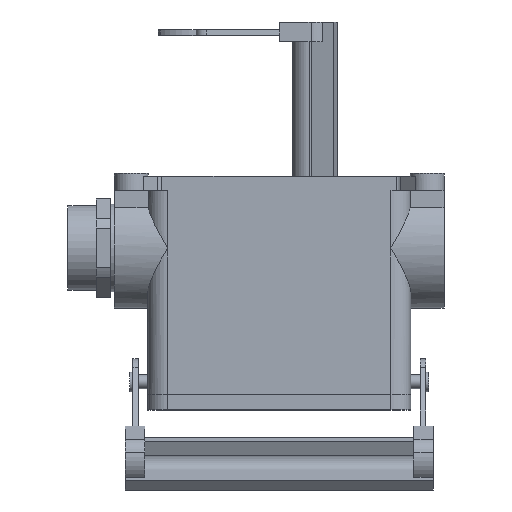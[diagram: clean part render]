
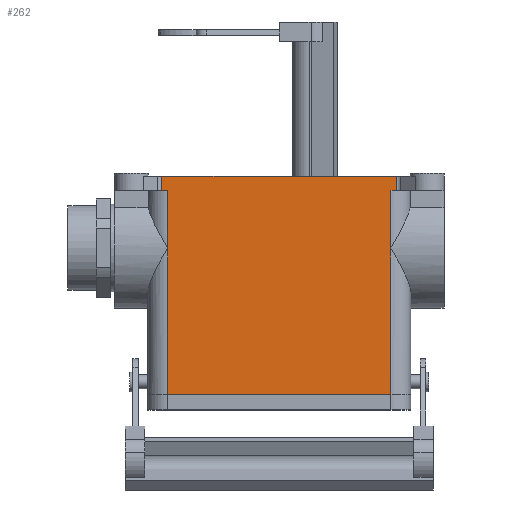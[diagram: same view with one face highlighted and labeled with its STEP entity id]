
A CAD part, top view. The second image highlights one B-rep face of the part: STEP entity #262.
In plain terms, the highlighted planar face has unit normal (0, 0, 1).
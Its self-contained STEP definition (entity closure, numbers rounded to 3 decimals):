
#262 = ADVANCED_FACE( '', ( #694 ), #695, .F. );
#694 = FACE_OUTER_BOUND( '', #1350, .T. );
#695 = PLANE( '', #1351 );
#1350 = EDGE_LOOP( '', ( #2095, #2096, #2097, #2098, #2099, #2100, #2101, #2102, #2103, #2104 ) );
#1351 = AXIS2_PLACEMENT_3D( '', #2105, #2106, #2107 );
#2095 = ORIENTED_EDGE( '', *, *, #3816, .T. );
#2096 = ORIENTED_EDGE( '', *, *, #3817, .T. );
#2097 = ORIENTED_EDGE( '', *, *, #3818, .F. );
#2098 = ORIENTED_EDGE( '', *, *, #3819, .T. );
#2099 = ORIENTED_EDGE( '', *, *, #3820, .T. );
#2100 = ORIENTED_EDGE( '', *, *, #3821, .F. );
#2101 = ORIENTED_EDGE( '', *, *, #3822, .F. );
#2102 = ORIENTED_EDGE( '', *, *, #3823, .F. );
#2103 = ORIENTED_EDGE( '', *, *, #3824, .F. );
#2104 = ORIENTED_EDGE( '', *, *, #3825, .T. );
#2105 = CARTESIAN_POINT( '', ( 42.515, -5., 21.5 ) );
#2106 = DIRECTION( '', ( 0., 0., -1. ) );
#2107 = DIRECTION( '', ( -1., 0., 0. ) );
#3816 = EDGE_CURVE( '', #4584, #4585, #4586, .T. );
#3817 = EDGE_CURVE( '', #4585, #4587, #4588, .F. );
#3818 = EDGE_CURVE( '', #4589, #4587, #4590, .T. );
#3819 = EDGE_CURVE( '', #4589, #4591, #4592, .T. );
#3820 = EDGE_CURVE( '', #4591, #4593, #4594, .T. );
#3821 = EDGE_CURVE( '', #4595, #4593, #4596, .T. );
#3822 = EDGE_CURVE( '', #4597, #4595, #4598, .T. );
#3823 = EDGE_CURVE( '', #4599, #4597, #4600, .T. );
#3824 = EDGE_CURVE( '', #4601, #4599, #4602, .T. );
#3825 = EDGE_CURVE( '', #4601, #4584, #4603, .T. );
#4584 = VERTEX_POINT( '', #5720 );
#4585 = VERTEX_POINT( '', #5721 );
#4586 = LINE( '', #5722, #5723 );
#4587 = VERTEX_POINT( '', #5724 );
#4588 = LINE( '', #5725, #5726 );
#4589 = VERTEX_POINT( '', #5727 );
#4590 = LINE( '', #5728, #5729 );
#4591 = VERTEX_POINT( '', #5730 );
#4592 = LINE( '', #5731, #5732 );
#4593 = VERTEX_POINT( '', #5733 );
#4594 = LINE( '', #5734, #5735 );
#4595 = VERTEX_POINT( '', #5736 );
#4596 = LINE( '', #5737, #5738 );
#4597 = VERTEX_POINT( '', #5739 );
#4598 = LINE( '', #5740, #5741 );
#4599 = VERTEX_POINT( '', #5742 );
#4600 = LINE( '', #5743, #5744 );
#4601 = VERTEX_POINT( '', #5745 );
#4602 = LINE( '', #5746, #5747 );
#4603 = LINE( '', #5748, #5749 );
#5720 = CARTESIAN_POINT( '', ( 41.686, 0., 21.5 ) );
#5721 = CARTESIAN_POINT( '', ( -41.686, 0., 21.5 ) );
#5722 = CARTESIAN_POINT( '', ( 42.515, 0., 21.5 ) );
#5723 = VECTOR( '', #7145, 1000. );
#5724 = CARTESIAN_POINT( '', ( -41.686, -5., 21.5 ) );
#5725 = CARTESIAN_POINT( '', ( -41.686, -5., 21.5 ) );
#5726 = VECTOR( '', #7146, 1000. );
#5727 = CARTESIAN_POINT( '', ( -39.65, -5., 21.5 ) );
#5728 = CARTESIAN_POINT( '', ( 42.515, -5., 21.5 ) );
#5729 = VECTOR( '', #7147, 1000. );
#5730 = CARTESIAN_POINT( '', ( -39.65, -25.5, 21.5 ) );
#5731 = CARTESIAN_POINT( '', ( -39.65, 74.914, 21.5 ) );
#5732 = VECTOR( '', #7148, 1000. );
#5733 = CARTESIAN_POINT( '', ( -39.65, -77.4, 21.5 ) );
#5734 = CARTESIAN_POINT( '', ( -39.65, 74.914, 21.5 ) );
#5735 = VECTOR( '', #7149, 1000. );
#5736 = CARTESIAN_POINT( '', ( 39.65, -77.4, 21.5 ) );
#5737 = CARTESIAN_POINT( '', ( -39.65, -77.4, 21.5 ) );
#5738 = VECTOR( '', #7150, 1000. );
#5739 = CARTESIAN_POINT( '', ( 39.65, -25.5, 21.5 ) );
#5740 = CARTESIAN_POINT( '', ( 39.65, 74.914, 21.5 ) );
#5741 = VECTOR( '', #7151, 1000. );
#5742 = CARTESIAN_POINT( '', ( 39.65, -5., 21.5 ) );
#5743 = CARTESIAN_POINT( '', ( 39.65, 74.914, 21.5 ) );
#5744 = VECTOR( '', #7152, 1000. );
#5745 = CARTESIAN_POINT( '', ( 41.686, -5., 21.5 ) );
#5746 = CARTESIAN_POINT( '', ( 42.515, -5., 21.5 ) );
#5747 = VECTOR( '', #7153, 1000. );
#5748 = CARTESIAN_POINT( '', ( 41.686, 0., 21.5 ) );
#5749 = VECTOR( '', #7154, 1000. );
#7145 = DIRECTION( '', ( -1., 0., 0. ) );
#7146 = DIRECTION( '', ( 0., 1., 0. ) );
#7147 = DIRECTION( '', ( -1., 0., 0. ) );
#7148 = DIRECTION( '', ( 0., -1., 0. ) );
#7149 = DIRECTION( '', ( 0., -1., 0. ) );
#7150 = DIRECTION( '', ( -1., 0., 0. ) );
#7151 = DIRECTION( '', ( 0., -1., 0. ) );
#7152 = DIRECTION( '', ( 0., -1., 0. ) );
#7153 = DIRECTION( '', ( -1., 0., 0. ) );
#7154 = DIRECTION( '', ( 0., 1., 0. ) );
